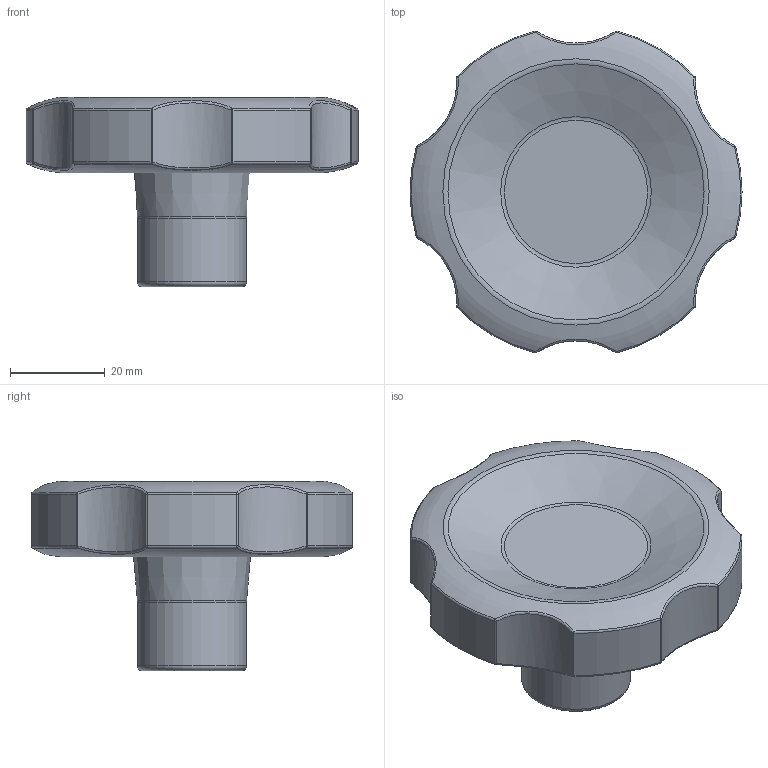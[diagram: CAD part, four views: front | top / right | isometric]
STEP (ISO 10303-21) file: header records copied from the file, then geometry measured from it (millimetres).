
FILE_DESCRIPTION( ( 'Unknown' ), '1' );
FILE_NAME( '6370090_LB70_M16.stp', 'Unknown', ( 'Unknown' ), ( 'Unknown' ), 'PSStep 11.0', 'Unknown', ' ' );
FILE_SCHEMA( ( 'AUTOMOTIVE_DESIGN { 1 0 10303 214 1 1 1 1 }' ) );
Length unit declared in the file: millimetre
Products named in the file (1): 1801019
Bounding box: 70 x 67.86 x 39.94 mm (x, y, z)
Volume: 39099.2 mm3; surface area: 15039.9 mm2
Topology: 1 solids, 1 shells, 91 faces, 182 edges, 93 vertices
Faces by surface type: cylinder 26, sphere 24, torus 21, bspline 12, cone 6, plane 2
Full cylindrical faces by diameter (mm): 13.835 x1, 23 x1
Entity records: 5836 total; most frequent: CARTESIAN_POINT 3339, DIRECTION 410, ORIENTED_EDGE 322, AXIS2_PLACEMENT_3D 193, EDGE_CURVE 161, CIRCLE 113, EDGE_LOOP 108, FACE_OUTER_BOUND 102
